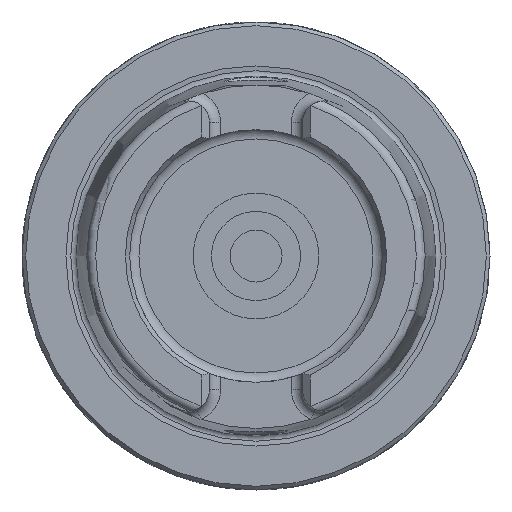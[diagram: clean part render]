
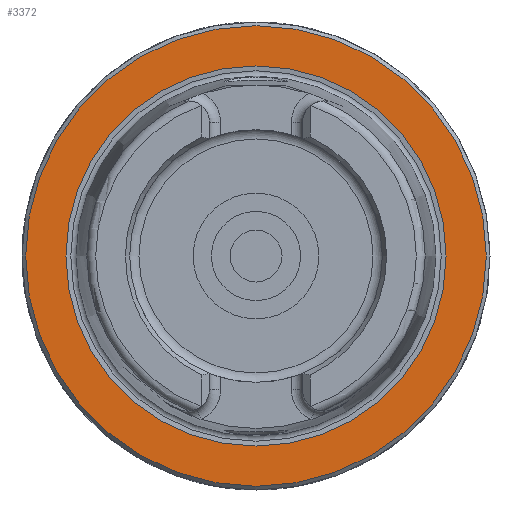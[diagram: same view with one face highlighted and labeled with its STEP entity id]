
A CAD part, left-side view. The second image highlights one B-rep face of the part: STEP entity #3372.
In plain terms, the highlighted planar face has unit normal (-1, 0, 0).
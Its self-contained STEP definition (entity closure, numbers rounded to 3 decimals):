
#208=FACE_BOUND('',#1018,.T.);
#258=PLANE('',#3886);
#821=FACE_OUTER_BOUND('',#1017,.T.);
#1017=EDGE_LOOP('',(#2866,#2867));
#1018=EDGE_LOOP('',(#2868,#2869));
#1251=CIRCLE('',#3884,25.588);
#1252=CIRCLE('',#3885,25.588);
#1253=CIRCLE('',#3887,31.);
#1254=CIRCLE('',#3888,31.);
#1563=VERTEX_POINT('',#6614);
#1564=VERTEX_POINT('',#6616);
#1565=VERTEX_POINT('',#6620);
#1566=VERTEX_POINT('',#6621);
#2024=EDGE_CURVE('',#1564,#1563,#1251,.T.);
#2025=EDGE_CURVE('',#1563,#1564,#1252,.T.);
#2026=EDGE_CURVE('',#1565,#1566,#1253,.T.);
#2027=EDGE_CURVE('',#1566,#1565,#1254,.T.);
#2866=ORIENTED_EDGE('',*,*,#2026,.F.);
#2867=ORIENTED_EDGE('',*,*,#2027,.F.);
#2868=ORIENTED_EDGE('',*,*,#2024,.T.);
#2869=ORIENTED_EDGE('',*,*,#2025,.T.);
#3372=ADVANCED_FACE('',(#821,#208),#258,.T.);
#3884=AXIS2_PLACEMENT_3D('',#6617,#4702,#4703);
#3885=AXIS2_PLACEMENT_3D('',#6618,#4704,#4705);
#3886=AXIS2_PLACEMENT_3D('',#6619,#4706,#4707);
#3887=AXIS2_PLACEMENT_3D('',#6622,#4708,#4709);
#3888=AXIS2_PLACEMENT_3D('',#6623,#4710,#4711);
#4702=DIRECTION('center_axis',(1.,0.,0.));
#4703=DIRECTION('ref_axis',(0.,0.,-1.));
#4704=DIRECTION('center_axis',(1.,0.,0.));
#4705=DIRECTION('ref_axis',(0.,0.,-1.));
#4706=DIRECTION('center_axis',(-1.,0.,0.));
#4707=DIRECTION('ref_axis',(0.,0.,1.));
#4708=DIRECTION('center_axis',(1.,0.,0.));
#4709=DIRECTION('ref_axis',(0.,0.,-1.));
#4710=DIRECTION('center_axis',(1.,0.,0.));
#4711=DIRECTION('ref_axis',(0.,0.,-1.));
#6614=CARTESIAN_POINT('',(0.,-25.588,0.));
#6616=CARTESIAN_POINT('',(0.,25.588,0.));
#6617=CARTESIAN_POINT('Origin',(0.,0.,0.));
#6618=CARTESIAN_POINT('Origin',(0.,0.,0.));
#6619=CARTESIAN_POINT('Origin',(0.,31.,0.));
#6620=CARTESIAN_POINT('',(0.,31.,0.));
#6621=CARTESIAN_POINT('',(0.,-31.,0.));
#6622=CARTESIAN_POINT('Origin',(0.,0.,0.));
#6623=CARTESIAN_POINT('Origin',(0.,0.,0.));
